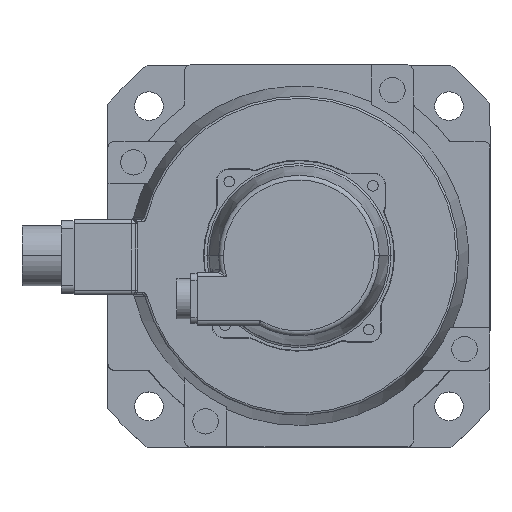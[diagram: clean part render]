
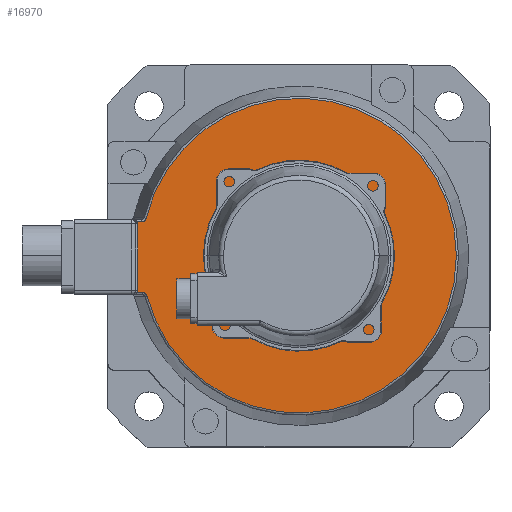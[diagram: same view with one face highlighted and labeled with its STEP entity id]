
A CAD part, top view. The second image highlights one B-rep face of the part: STEP entity #16970.
In plain terms, the highlighted face is planar.
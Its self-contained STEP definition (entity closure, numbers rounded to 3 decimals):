
#108 = CARTESIAN_POINT ( 'NONE',  ( 72.045, 17.598, -28. ) ) ;
#136 = CARTESIAN_POINT ( 'NONE',  ( 73.489, -17.435, -28. ) ) ;
#377 = CARTESIAN_POINT ( 'NONE',  ( 74.022, 16.065, -28. ) ) ;
#485 = CARTESIAN_POINT ( 'NONE',  ( 76., -16.435, -28. ) ) ;
#593 = CARTESIAN_POINT ( 'NONE',  ( 72.098, 17.378, -28. ) ) ;
#984 = VECTOR ( 'NONE', #5962, 1000. ) ;
#1233 = CARTESIAN_POINT ( 'NONE',  ( 79., -16.435, -28. ) ) ;
#1356 = ORIENTED_EDGE ( 'NONE', *, *, #2225, .T. ) ;
#1400 = ORIENTED_EDGE ( 'NONE', *, *, #11166, .T. ) ;
#1468 = EDGE_CURVE ( 'NONE', #11943, #7729, #10886, .T. ) ;
#1545 = DIRECTION ( 'NONE',  ( 0., 0., -1. ) ) ;
#1832 = CARTESIAN_POINT ( 'NONE',  ( 73.795, 16.065, -28. ) ) ;
#2122 = EDGE_CURVE ( 'NONE', #7729, #14306, #13440, .T. ) ;
#2225 = EDGE_CURVE ( 'NONE', #2790, #13508, #14845, .T. ) ;
#2402 = ORIENTED_EDGE ( 'NONE', *, *, #14794, .T. ) ;
#2613 = ORIENTED_EDGE ( 'NONE', *, *, #9739, .T. ) ;
#2790 = VERTEX_POINT ( 'NONE', #4565 ) ;
#3052 = CARTESIAN_POINT ( 'NONE',  ( 71.706, -18.932, -28. ) ) ;
#3225 = CARTESIAN_POINT ( 'NONE',  ( 72.104, -18.144, -28. ) ) ;
#3450 = ORIENTED_EDGE ( 'NONE', *, *, #14955, .T. ) ;
#3498 = CARTESIAN_POINT ( 'NONE',  ( 72.436, 16.793, -28. ) ) ;
#3688 = DIRECTION ( 'NONE',  ( -1., 0., 0. ) ) ;
#3782 = VERTEX_POINT ( 'NONE', #377 ) ;
#4565 = CARTESIAN_POINT ( 'NONE',  ( 76., -16.435, -28. ) ) ;
#4568 = CARTESIAN_POINT ( 'NONE',  ( 72.948, 16.353, -28. ) ) ;
#4662 = DIRECTION ( 'NONE',  ( -1., 0., 0. ) ) ;
#4772 = DIRECTION ( 'NONE',  ( 0., 0., -1. ) ) ;
#4777 = AXIS2_PLACEMENT_3D ( 'NONE', #12305, #7135, #12219 ) ;
#5029 = ORIENTED_EDGE ( 'NONE', *, *, #8953, .T. ) ;
#5308 = DIRECTION ( 'NONE',  ( 1., 0., 0. ) ) ;
#5315 = AXIS2_PLACEMENT_3D ( 'NONE', #7122, #11147, #4662 ) ;
#5785 = CARTESIAN_POINT ( 'NONE',  ( 73.231, -17.47, -28. ) ) ;
#5802 = CARTESIAN_POINT ( 'NONE',  ( 74.022, 16.065, -28. ) ) ;
#5962 = DIRECTION ( 'NONE',  ( 0., -1., 0. ) ) ;
#6129 = CARTESIAN_POINT ( 'NONE',  ( 71.763, -18.716, -28. ) ) ;
#6629 = ORIENTED_EDGE ( 'NONE', *, *, #2122, .T. ) ;
#7122 = CARTESIAN_POINT ( 'NONE',  ( 79., 15.065, -28. ) ) ;
#7135 = DIRECTION ( 'NONE',  ( 0., 0., -1. ) ) ;
#7159 = CARTESIAN_POINT ( 'NONE',  ( 73.674, -17.435, -28. ) ) ;
#7294 = CARTESIAN_POINT ( 'NONE',  ( 73.146, 16.247, -28. ) ) ;
#7729 = VERTEX_POINT ( 'NONE', #14152 ) ;
#7769 = EDGE_LOOP ( 'NONE', ( #5029, #1356, #3450, #1400, #9789, #6629, #2613, #15024, #2402 ) ) ;
#7836 = CARTESIAN_POINT ( 'NONE',  ( 0., 0., -28. ) ) ;
#8099 = DIRECTION ( 'NONE',  ( -1., 0., 0. ) ) ;
#8139 = CARTESIAN_POINT ( 'NONE',  ( 0., 0., -28. ) ) ;
#8393 = VERTEX_POINT ( 'NONE', #13936 ) ;
#8576 = CARTESIAN_POINT ( 'NONE',  ( 71.854, -18.515, -28. ) ) ;
#8679 = AXIS2_PLACEMENT_3D ( 'NONE', #7836, #4772, #17070 ) ;
#8953 = EDGE_CURVE ( 'NONE', #8393, #2790, #12612, .T. ) ;
#9504 = CARTESIAN_POINT ( 'NONE',  ( 79., 16.065, -28. ) ) ;
#9739 = EDGE_CURVE ( 'NONE', #14306, #3782, #12356, .T. ) ;
#9747 = VERTEX_POINT ( 'NONE', #12635 ) ;
#9789 = ORIENTED_EDGE ( 'NONE', *, *, #1468, .T. ) ;
#9845 = FACE_OUTER_BOUND ( 'NONE', #7769, .T. ) ;
#9976 = CARTESIAN_POINT ( 'NONE',  ( 76.172, -17.435, -28. ) ) ;
#10886 = CIRCLE ( 'NONE', #13128, 74.163 ) ;
#11147 = DIRECTION ( 'NONE',  ( 0., 0., 1. ) ) ;
#11166 = EDGE_CURVE ( 'NONE', #12868, #11943, #17237, .T. ) ;
#11298 = CARTESIAN_POINT ( 'NONE',  ( 73.674, -17.435, -28. ) ) ;
#11943 = VERTEX_POINT ( 'NONE', #12804 ) ;
#12219 = DIRECTION ( 'NONE',  ( -1., 0., 0. ) ) ;
#12305 = CARTESIAN_POINT ( 'NONE',  ( 0., 0., -28. ) ) ;
#12356 = B_SPLINE_CURVE_WITH_KNOTS ( 'NONE', 3,
 ( #12725, #593, #14033, #3498, #12459, #4568, #7294, #14202, #1832, #5802 ),
 .UNSPECIFIED., .F., .F.,
 ( 4, 2, 2, 2, 4 ),
 ( 0., 0.001, 0.001, 0.002, 0.003 ),
 .UNSPECIFIED. ) ;
#12459 = CARTESIAN_POINT ( 'NONE',  ( 72.589, 16.628, -28. ) ) ;
#12612 = LINE ( 'NONE', #485, #984 ) ;
#12635 = CARTESIAN_POINT ( 'NONE',  ( 76.172, 16.065, -28. ) ) ;
#12725 = CARTESIAN_POINT ( 'NONE',  ( 72.045, 17.598, -28. ) ) ;
#12804 = CARTESIAN_POINT ( 'NONE',  ( 71.706, -18.932, -28. ) ) ;
#12868 = VERTEX_POINT ( 'NONE', #7159 ) ;
#12877 = CIRCLE ( 'NONE', #5315, 3. ) ;
#13105 = EDGE_CURVE ( 'NONE', #3782, #9747, #17341, .T. ) ;
#13128 = AXIS2_PLACEMENT_3D ( 'NONE', #8139, #1545, #17376 ) ;
#13440 = CIRCLE ( 'NONE', #8679, 74.163 ) ;
#13508 = VERTEX_POINT ( 'NONE', #9976 ) ;
#13757 = CARTESIAN_POINT ( 'NONE',  ( 73.451, -17.435, -28. ) ) ;
#13936 = CARTESIAN_POINT ( 'NONE',  ( 76., 15.065, -28. ) ) ;
#14014 = CARTESIAN_POINT ( 'NONE',  ( 72.808, -17.612, -28. ) ) ;
#14033 = CARTESIAN_POINT ( 'NONE',  ( 72.189, 17.171, -28. ) ) ;
#14152 = CARTESIAN_POINT ( 'NONE',  ( -74.163, 0., -28. ) ) ;
#14202 = CARTESIAN_POINT ( 'NONE',  ( 73.574, 16.102, -28. ) ) ;
#14306 = VERTEX_POINT ( 'NONE', #108 ) ;
#14562 = LINE ( 'NONE', #136, #14869 ) ;
#14586 = DIRECTION ( 'NONE',  ( 0., 0., 1. ) ) ;
#14794 = EDGE_CURVE ( 'NONE', #9747, #8393, #12877, .T. ) ;
#14845 = CIRCLE ( 'NONE', #16551, 3. ) ;
#14869 = VECTOR ( 'NONE', #3688, 1000. ) ;
#14946 = PLANE ( 'NONE',  #4777 ) ;
#14955 = EDGE_CURVE ( 'NONE', #13508, #12868, #14562, .T. ) ;
#15024 = ORIENTED_EDGE ( 'NONE', *, *, #13105, .T. ) ;
#15171 = CARTESIAN_POINT ( 'NONE',  ( 72.256, -17.984, -28. ) ) ;
#15265 = CARTESIAN_POINT ( 'NONE',  ( 72.612, -17.714, -28. ) ) ;
#16551 = AXIS2_PLACEMENT_3D ( 'NONE', #1233, #14586, #8099 ) ;
#16970 = ADVANCED_FACE ( 'NONE', ( #9845 ), #14946, .T. ) ;
#17047 = VECTOR ( 'NONE', #5308, 1000. ) ;
#17070 = DIRECTION ( 'NONE',  ( -1., 0., 0. ) ) ;
#17237 = B_SPLINE_CURVE_WITH_KNOTS ( 'NONE', 3,
 ( #11298, #13757, #5785, #14014, #15265, #15171, #3225, #8576, #6129, #3052 ),
 .UNSPECIFIED., .F., .F.,
 ( 4, 2, 2, 2, 4 ),
 ( 0., 0.001, 0.001, 0.002, 0.003 ),
 .UNSPECIFIED. ) ;
#17341 = LINE ( 'NONE', #9504, #17047 ) ;
#17376 = DIRECTION ( 'NONE',  ( -1., 0., 0. ) ) ;
